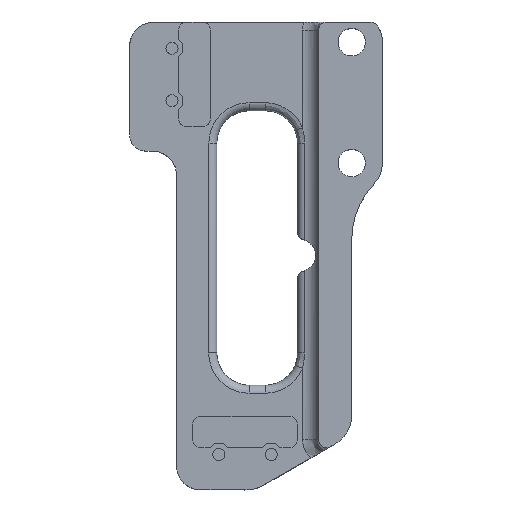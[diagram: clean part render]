
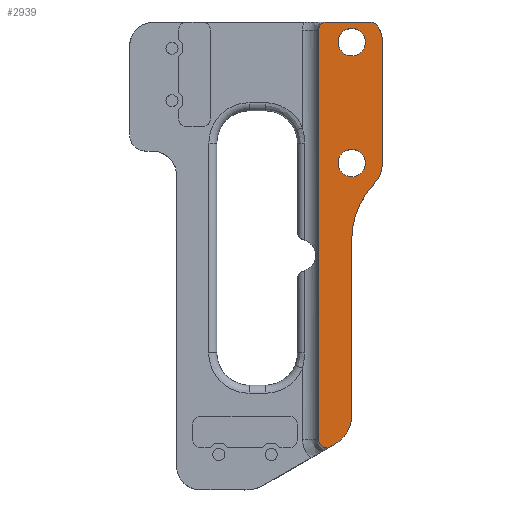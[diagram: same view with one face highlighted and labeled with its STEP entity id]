
A CAD part, top view. The second image highlights one B-rep face of the part: STEP entity #2939.
In plain terms, the highlighted planar face has unit normal (0, 0, 1).
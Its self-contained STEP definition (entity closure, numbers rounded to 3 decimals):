
#9 = EDGE_CURVE ( 'NONE', #4845, #919, #283, .T. ) ;
#43 = AXIS2_PLACEMENT_3D ( 'NONE', #4551, #3396, #971 ) ;
#142 = CARTESIAN_POINT ( 'NONE',  ( 220.688, 40.913, 81. ) ) ;
#146 = DIRECTION ( 'NONE',  ( 0., 0., -1. ) ) ;
#151 = EDGE_CURVE ( 'NONE', #1496, #2877, #1488, .T. ) ;
#173 = EDGE_CURVE ( 'NONE', #2877, #4750, #415, .T. ) ;
#196 = VERTEX_POINT ( 'NONE', #1168 ) ;
#256 = ORIENTED_EDGE ( 'NONE', *, *, #3776, .T. ) ;
#264 = VERTEX_POINT ( 'NONE', #2045 ) ;
#283 = LINE ( 'NONE', #2663, #2180 ) ;
#289 = ORIENTED_EDGE ( 'NONE', *, *, #4145, .T. ) ;
#296 = DIRECTION ( 'NONE',  ( 0., -1., 0. ) ) ;
#304 = EDGE_CURVE ( 'NONE', #4877, #4704, #4074, .T. ) ;
#358 = DIRECTION ( 'NONE',  ( 0., 0., 1. ) ) ;
#415 = CIRCLE ( 'NONE', #771, 3.8 ) ;
#477 = CIRCLE ( 'NONE', #2107, 1.7 ) ;
#567 = CARTESIAN_POINT ( 'NONE',  ( 217.479, 23.877, 81. ) ) ;
#676 = CIRCLE ( 'NONE', #4416, 4. ) ;
#757 = AXIS2_PLACEMENT_3D ( 'NONE', #4540, #3778, #2090 ) ;
#771 = AXIS2_PLACEMENT_3D ( 'NONE', #1133, #3549, #1617 ) ;
#792 = VECTOR ( 'NONE', #1284, 1000. ) ;
#842 = CARTESIAN_POINT ( 'NONE',  ( 217.479, 14.9, 81. ) ) ;
#885 = CARTESIAN_POINT ( 'NONE',  ( 217.479, 14.367, 81. ) ) ;
#919 = VERTEX_POINT ( 'NONE', #930 ) ;
#930 = CARTESIAN_POINT ( 'NONE',  ( 213.376, -10.422, 81. ) ) ;
#933 = LINE ( 'NONE', #2871, #4915 ) ;
#971 = DIRECTION ( 'NONE',  ( 0., -1., 0. ) ) ;
#995 = ORIENTED_EDGE ( 'NONE', *, *, #4309, .F. ) ;
#1004 = EDGE_CURVE ( 'NONE', #3492, #196, #4052, .T. ) ;
#1047 = CARTESIAN_POINT ( 'NONE',  ( 221.289, 41.387, 81. ) ) ;
#1085 = CARTESIAN_POINT ( 'NONE',  ( 214.376, 41.377, 81. ) ) ;
#1086 = DIRECTION ( 'NONE',  ( 0., -1., 0. ) ) ;
#1094 = ORIENTED_EDGE ( 'NONE', *, *, #1004, .T. ) ;
#1109 = FACE_OUTER_BOUND ( 'NONE', #1837, .T. ) ;
#1133 = CARTESIAN_POINT ( 'NONE',  ( 217.479, 38.877, 81. ) ) ;
#1149 = ORIENTED_EDGE ( 'NONE', *, *, #1901, .T. ) ;
#1168 = CARTESIAN_POINT ( 'NONE',  ( 217.479, 37.177, 81. ) ) ;
#1284 = DIRECTION ( 'NONE',  ( 0., 1., 0. ) ) ;
#1366 = CARTESIAN_POINT ( 'NONE',  ( 217.479, 38.877, 81. ) ) ;
#1370 = ORIENTED_EDGE ( 'NONE', *, *, #173, .T. ) ;
#1378 = DIRECTION ( 'NONE',  ( 0., 0., 1. ) ) ;
#1401 = DIRECTION ( 'NONE',  ( 1., 0., 0. ) ) ;
#1429 = DIRECTION ( 'NONE',  ( 0., 0., 1. ) ) ;
#1438 = ORIENTED_EDGE ( 'NONE', *, *, #9, .T. ) ;
#1484 = ORIENTED_EDGE ( 'NONE', *, *, #4220, .T. ) ;
#1488 = LINE ( 'NONE', #4401, #4598 ) ;
#1496 = VERTEX_POINT ( 'NONE', #2389 ) ;
#1516 = DIRECTION ( 'NONE',  ( 0., 0., -1. ) ) ;
#1531 = EDGE_CURVE ( 'NONE', #919, #4208, #2214, .T. ) ;
#1563 = DIRECTION ( 'NONE',  ( 1., 0., 0. ) ) ;
#1574 = ORIENTED_EDGE ( 'NONE', *, *, #4070, .T. ) ;
#1579 = CARTESIAN_POINT ( 'NONE',  ( 217.479, 23.877, 81. ) ) ;
#1617 = DIRECTION ( 'NONE',  ( 0., 1., 0. ) ) ;
#1731 = CIRCLE ( 'NONE', #3441, 1. ) ;
#1796 = CARTESIAN_POINT ( 'NONE',  ( 219.844, 41.377, 81. ) ) ;
#1802 = LINE ( 'NONE', #3808, #3754 ) ;
#1837 = EDGE_LOOP ( 'NONE', ( #4955, #995, #4409, #1438, #2716, #1574, #2191, #4502, #4958, #289, #2631, #1370 ) ) ;
#1888 = DIRECTION ( 'NONE',  ( 0., -1., 0. ) ) ;
#1901 = EDGE_CURVE ( 'NONE', #196, #3492, #2630, .T. ) ;
#1972 = AXIS2_PLACEMENT_3D ( 'NONE', #1579, #1516, #296 ) ;
#2040 = EDGE_CURVE ( 'NONE', #2253, #4750, #3437, .T. ) ;
#2045 = CARTESIAN_POINT ( 'NONE',  ( 217.479, 25.577, 81. ) ) ;
#2090 = DIRECTION ( 'NONE',  ( 0., 1., 0. ) ) ;
#2107 = AXIS2_PLACEMENT_3D ( 'NONE', #567, #146, #4149 ) ;
#2180 = VECTOR ( 'NONE', #1888, 1000. ) ;
#2187 = CARTESIAN_POINT ( 'NONE',  ( 213.479, -7.476, 81. ) ) ;
#2191 = ORIENTED_EDGE ( 'NONE', *, *, #2859, .T. ) ;
#2214 = CIRCLE ( 'NONE', #4505, 1. ) ;
#2234 = DIRECTION ( 'NONE',  ( -1., 0., 0. ) ) ;
#2253 = VERTEX_POINT ( 'NONE', #5067 ) ;
#2389 = CARTESIAN_POINT ( 'NONE',  ( 221.279, 23.877, 81. ) ) ;
#2456 = DIRECTION ( 'NONE',  ( 0.866, 0.5, 0. ) ) ;
#2464 = DIRECTION ( 'NONE',  ( 0., 0., 1. ) ) ;
#2543 = AXIS2_PLACEMENT_3D ( 'NONE', #1366, #5013, #4168 ) ;
#2553 = CARTESIAN_POINT ( 'NONE',  ( 217.479, 40.577, 81. ) ) ;
#2596 = CARTESIAN_POINT ( 'NONE',  ( 220.509, 41.196, 81. ) ) ;
#2630 = CIRCLE ( 'NONE', #2543, 1.7 ) ;
#2631 = ORIENTED_EDGE ( 'NONE', *, *, #151, .T. ) ;
#2663 = CARTESIAN_POINT ( 'NONE',  ( 213.376, 14.9, 81. ) ) ;
#2716 = ORIENTED_EDGE ( 'NONE', *, *, #1531, .T. ) ;
#2805 = AXIS2_PLACEMENT_3D ( 'NONE', #3094, #3503, #1086 ) ;
#2859 = EDGE_CURVE ( 'NONE', #3016, #4877, #676, .T. ) ;
#2868 = CARTESIAN_POINT ( 'NONE',  ( 220.233, 21.259, 81. ) ) ;
#2871 = CARTESIAN_POINT ( 'NONE',  ( 214.876, -11.288, 81. ) ) ;
#2877 = VERTEX_POINT ( 'NONE', #5025 ) ;
#2919 = CARTESIAN_POINT ( 'NONE',  ( 220.688, 40.913, 81. ) ) ;
#2939 = ADVANCED_FACE ( 'NONE', ( #3578, #4979, #1109 ), #3071, .T. ) ;
#3016 = VERTEX_POINT ( 'NONE', #4773 ) ;
#3071 = PLANE ( 'NONE',  #4514 ) ;
#3094 = CARTESIAN_POINT ( 'NONE',  ( 217.479, 38.877, 81. ) ) ;
#3147 = CARTESIAN_POINT ( 'NONE',  ( 214.376, 40.377, 81. ) ) ;
#3375 = DIRECTION ( 'NONE',  ( 0., 1., 0. ) ) ;
#3396 = DIRECTION ( 'NONE',  ( 0., 0., -1. ) ) ;
#3437 = B_SPLINE_CURVE_WITH_KNOTS ( 'NONE', 3,
 ( #1796, #3771, #2596, #142 ),
 .UNSPECIFIED., .F., .F.,
 ( 4, 4 ),
 ( 0., 0.001 ),
 .UNSPECIFIED. ) ;
#3441 = AXIS2_PLACEMENT_3D ( 'NONE', #3147, #358, #1563 ) ;
#3492 = VERTEX_POINT ( 'NONE', #2553 ) ;
#3503 = DIRECTION ( 'NONE',  ( 0., 0., -1. ) ) ;
#3549 = DIRECTION ( 'NONE',  ( 0., 0., 1. ) ) ;
#3558 = CIRCLE ( 'NONE', #43, 10. ) ;
#3578 = FACE_BOUND ( 'NONE', #5139, .T. ) ;
#3589 = CIRCLE ( 'NONE', #1972, 1.7 ) ;
#3646 = DIRECTION ( 'NONE',  ( 1., 0., 0. ) ) ;
#3754 = VECTOR ( 'NONE', #1401, 1000. ) ;
#3771 = CARTESIAN_POINT ( 'NONE',  ( 220.179, 41.377, 81. ) ) ;
#3776 = EDGE_CURVE ( 'NONE', #5084, #264, #3589, .T. ) ;
#3778 = DIRECTION ( 'NONE',  ( 0., 0., 1. ) ) ;
#3808 = CARTESIAN_POINT ( 'NONE',  ( 206.387, 41.377, 81. ) ) ;
#4014 = CIRCLE ( 'NONE', #757, 3.8 ) ;
#4052 = CIRCLE ( 'NONE', #2805, 1.7 ) ;
#4070 = EDGE_CURVE ( 'NONE', #4208, #3016, #933, .T. ) ;
#4074 = LINE ( 'NONE', #842, #792 ) ;
#4083 = CARTESIAN_POINT ( 'NONE',  ( 214.376, -10.422, 81. ) ) ;
#4145 = EDGE_CURVE ( 'NONE', #4719, #1496, #4014, .T. ) ;
#4149 = DIRECTION ( 'NONE',  ( 0., -1., 0. ) ) ;
#4168 = DIRECTION ( 'NONE',  ( 0., -1., 0. ) ) ;
#4208 = VERTEX_POINT ( 'NONE', #4556 ) ;
#4220 = EDGE_CURVE ( 'NONE', #264, #5084, #477, .T. ) ;
#4309 = EDGE_CURVE ( 'NONE', #4466, #2253, #1802, .T. ) ;
#4362 = CARTESIAN_POINT ( 'NONE',  ( 217.479, 22.177, 81. ) ) ;
#4401 = CARTESIAN_POINT ( 'NONE',  ( 221.279, 14.9, 81. ) ) ;
#4409 = ORIENTED_EDGE ( 'NONE', *, *, #5063, .T. ) ;
#4416 = AXIS2_PLACEMENT_3D ( 'NONE', #2187, #1378, #3375 ) ;
#4466 = VERTEX_POINT ( 'NONE', #1085 ) ;
#4502 = ORIENTED_EDGE ( 'NONE', *, *, #304, .T. ) ;
#4505 = AXIS2_PLACEMENT_3D ( 'NONE', #4083, #2464, #3646 ) ;
#4514 = AXIS2_PLACEMENT_3D ( 'NONE', #1047, #1429, #2234 ) ;
#4540 = CARTESIAN_POINT ( 'NONE',  ( 217.479, 23.877, 81. ) ) ;
#4551 = CARTESIAN_POINT ( 'NONE',  ( 227.479, 14.367, 81. ) ) ;
#4556 = CARTESIAN_POINT ( 'NONE',  ( 214.876, -11.288, 81. ) ) ;
#4586 = CARTESIAN_POINT ( 'NONE',  ( 213.376, 40.377, 81. ) ) ;
#4598 = VECTOR ( 'NONE', #4836, 1000. ) ;
#4704 = VERTEX_POINT ( 'NONE', #885 ) ;
#4719 = VERTEX_POINT ( 'NONE', #2868 ) ;
#4750 = VERTEX_POINT ( 'NONE', #2919 ) ;
#4773 = CARTESIAN_POINT ( 'NONE',  ( 215.479, -10.94, 81. ) ) ;
#4830 = EDGE_LOOP ( 'NONE', ( #256, #1484 ) ) ;
#4836 = DIRECTION ( 'NONE',  ( 0., 1., 0. ) ) ;
#4845 = VERTEX_POINT ( 'NONE', #4586 ) ;
#4867 = EDGE_CURVE ( 'NONE', #4704, #4719, #3558, .T. ) ;
#4877 = VERTEX_POINT ( 'NONE', #5011 ) ;
#4915 = VECTOR ( 'NONE', #2456, 1000. ) ;
#4955 = ORIENTED_EDGE ( 'NONE', *, *, #2040, .F. ) ;
#4958 = ORIENTED_EDGE ( 'NONE', *, *, #4867, .T. ) ;
#4979 = FACE_BOUND ( 'NONE', #4830, .T. ) ;
#5011 = CARTESIAN_POINT ( 'NONE',  ( 217.479, -7.476, 81. ) ) ;
#5013 = DIRECTION ( 'NONE',  ( 0., 0., -1. ) ) ;
#5025 = CARTESIAN_POINT ( 'NONE',  ( 221.279, 38.877, 81. ) ) ;
#5063 = EDGE_CURVE ( 'NONE', #4466, #4845, #1731, .T. ) ;
#5067 = CARTESIAN_POINT ( 'NONE',  ( 219.844, 41.377, 81. ) ) ;
#5084 = VERTEX_POINT ( 'NONE', #4362 ) ;
#5139 = EDGE_LOOP ( 'NONE', ( #1149, #1094 ) ) ;
